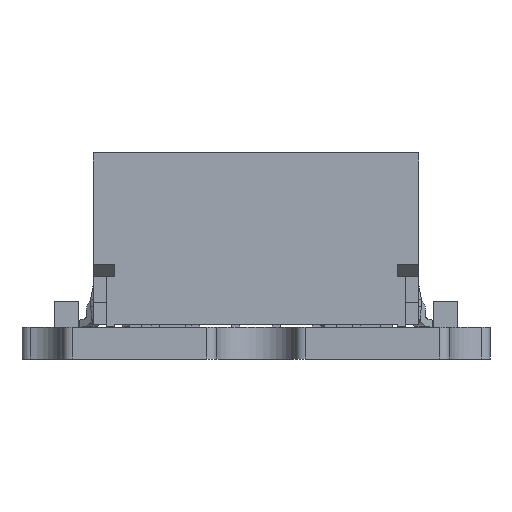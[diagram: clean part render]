
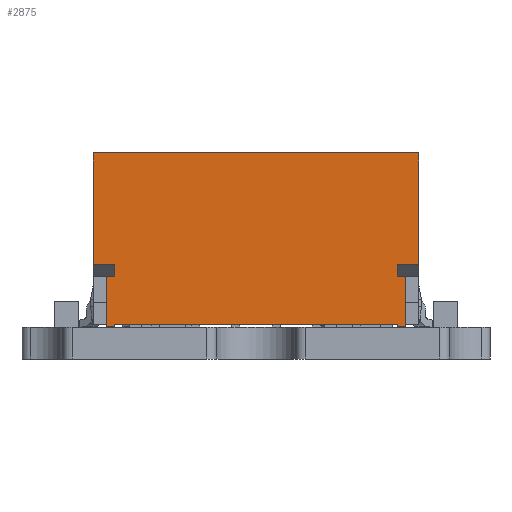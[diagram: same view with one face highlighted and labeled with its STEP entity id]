
A CAD part, front view. The second image highlights one B-rep face of the part: STEP entity #2875.
In plain terms, the highlighted planar face has unit normal (0, -1, 0).
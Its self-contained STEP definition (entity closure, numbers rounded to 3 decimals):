
#946 = LINE ( 'NONE', #2303, #20612 ) ;
#1040 = CARTESIAN_POINT ( 'NONE',  ( 3.5, -7.6, 0.807 ) ) ;
#2188 = ORIENTED_EDGE ( 'NONE', *, *, #10109, .T. ) ;
#2222 = VERTEX_POINT ( 'NONE', #20217 ) ;
#2303 = CARTESIAN_POINT ( 'NONE',  ( -3.7, -7.6, 2.057 ) ) ;
#2491 = EDGE_CURVE ( 'NONE', #19977, #12000, #4874, .T. ) ;
#2813 = VECTOR ( 'NONE', #17110, 1000. ) ;
#2875 = ADVANCED_FACE ( 'NONE', ( #24868 ), #24108, .T. ) ;
#2927 = CARTESIAN_POINT ( 'NONE',  ( -3.5, -7.6, 0.857 ) ) ;
#3526 = CARTESIAN_POINT ( 'NONE',  ( 3.5, -7.6, 0.857 ) ) ;
#3907 = CARTESIAN_POINT ( 'NONE',  ( -3.7, -7.6, 0.807 ) ) ;
#4013 = EDGE_CURVE ( 'NONE', #16392, #4917, #31162, .T. ) ;
#4170 = LINE ( 'NONE', #2927, #35520 ) ;
#4285 = VECTOR ( 'NONE', #35672, 1000. ) ;
#4622 = DIRECTION ( 'NONE',  ( 0., -1., 0. ) ) ;
#4834 = VECTOR ( 'NONE', #17874, 1000. ) ;
#4874 = LINE ( 'NONE', #28130, #15799 ) ;
#4917 = VERTEX_POINT ( 'NONE', #24371 ) ;
#5424 = VERTEX_POINT ( 'NONE', #1040 ) ;
#5906 = CARTESIAN_POINT ( 'NONE',  ( 3.7, -7.6, 2.057 ) ) ;
#6072 = VECTOR ( 'NONE', #18065, 1000. ) ;
#6124 = VECTOR ( 'NONE', #35129, 1000. ) ;
#6203 = ORIENTED_EDGE ( 'NONE', *, *, #4013, .T. ) ;
#6335 = ORIENTED_EDGE ( 'NONE', *, *, #11212, .T. ) ;
#6951 = LINE ( 'NONE', #3907, #6072 ) ;
#7372 = VECTOR ( 'NONE', #17493, 1000. ) ;
#7811 = VECTOR ( 'NONE', #34480, 1000. ) ;
#8383 = DIRECTION ( 'NONE',  ( 0., 0., -1. ) ) ;
#8696 = DIRECTION ( 'NONE',  ( 1., 0., 0. ) ) ;
#9156 = LINE ( 'NONE', #17256, #7372 ) ;
#9244 = LINE ( 'NONE', #34028, #4834 ) ;
#9357 = ORIENTED_EDGE ( 'NONE', *, *, #35655, .T. ) ;
#9711 = ORIENTED_EDGE ( 'NONE', *, *, #18839, .T. ) ;
#10086 = VERTEX_POINT ( 'NONE', #27079 ) ;
#10109 = EDGE_CURVE ( 'NONE', #10086, #16392, #35378, .T. ) ;
#10240 = CARTESIAN_POINT ( 'NONE',  ( -3.5, -7.6, 2.346 ) ) ;
#10425 = CARTESIAN_POINT ( 'NONE',  ( -4.03, -7.6, 2.346 ) ) ;
#10578 = EDGE_CURVE ( 'NONE', #34578, #28519, #23161, .T. ) ;
#10798 = CARTESIAN_POINT ( 'NONE',  ( -3.7, -7.6, 2.057 ) ) ;
#11212 = EDGE_CURVE ( 'NONE', #33574, #34578, #22196, .T. ) ;
#11476 = DIRECTION ( 'NONE',  ( 1., 0., 0. ) ) ;
#11541 = DIRECTION ( 'NONE',  ( 0., 0., -1. ) ) ;
#12000 = VERTEX_POINT ( 'NONE', #17897 ) ;
#12926 = DIRECTION ( 'NONE',  ( 1., 0., 0. ) ) ;
#13159 = ORIENTED_EDGE ( 'NONE', *, *, #35126, .F. ) ;
#13340 = LINE ( 'NONE', #25047, #28543 ) ;
#14752 = DIRECTION ( 'NONE',  ( 0., 0., 1. ) ) ;
#15505 = LINE ( 'NONE', #33231, #35508 ) ;
#15799 = VECTOR ( 'NONE', #8696, 1000. ) ;
#15914 = EDGE_CURVE ( 'NONE', #27978, #2222, #29458, .T. ) ;
#15963 = CARTESIAN_POINT ( 'NONE',  ( 4.03, -7.6, 5.107 ) ) ;
#16202 = ORIENTED_EDGE ( 'NONE', *, *, #2491, .T. ) ;
#16392 = VERTEX_POINT ( 'NONE', #24798 ) ;
#16594 = DIRECTION ( 'NONE',  ( -1., 0., 0. ) ) ;
#16981 = ORIENTED_EDGE ( 'NONE', *, *, #17324, .T. ) ;
#17110 = DIRECTION ( 'NONE',  ( -1., 0., 0. ) ) ;
#17256 = CARTESIAN_POINT ( 'NONE',  ( -3.5, -7.6, 2.057 ) ) ;
#17324 = EDGE_CURVE ( 'NONE', #5424, #10086, #20601, .T. ) ;
#17493 = DIRECTION ( 'NONE',  ( -1., 0., 0. ) ) ;
#17541 = VERTEX_POINT ( 'NONE', #35517 ) ;
#17874 = DIRECTION ( 'NONE',  ( 0., 0., 1. ) ) ;
#17897 = CARTESIAN_POINT ( 'NONE',  ( 4.03, -7.6, 2.346 ) ) ;
#17940 = CARTESIAN_POINT ( 'NONE',  ( 3.5, -7.6, 0.807 ) ) ;
#18065 = DIRECTION ( 'NONE',  ( 1., 0., 0. ) ) ;
#18081 = ORIENTED_EDGE ( 'NONE', *, *, #29306, .T. ) ;
#18839 = EDGE_CURVE ( 'NONE', #26921, #27978, #6951, .T. ) ;
#18852 = VERTEX_POINT ( 'NONE', #15963 ) ;
#19977 = VERTEX_POINT ( 'NONE', #33416 ) ;
#20101 = EDGE_CURVE ( 'NONE', #33574, #17541, #9244, .T. ) ;
#20217 = CARTESIAN_POINT ( 'NONE',  ( -3.5, -7.6, 0.857 ) ) ;
#20601 = LINE ( 'NONE', #17940, #24501 ) ;
#20612 = VECTOR ( 'NONE', #30074, 1000. ) ;
#21820 = CARTESIAN_POINT ( 'NONE',  ( 3.5, -7.6, 2.057 ) ) ;
#22196 = LINE ( 'NONE', #29609, #7811 ) ;
#23161 = LINE ( 'NONE', #25566, #26210 ) ;
#23219 = CARTESIAN_POINT ( 'NONE',  ( -3.5, -7.6, 0.807 ) ) ;
#23289 = DIRECTION ( 'NONE',  ( 1., 0., 0. ) ) ;
#23411 = CARTESIAN_POINT ( 'NONE',  ( -3.7, -7.6, 0.807 ) ) ;
#23855 = CARTESIAN_POINT ( 'NONE',  ( 4.03, -7.6, 5.107 ) ) ;
#23947 = VERTEX_POINT ( 'NONE', #3526 ) ;
#24108 = PLANE ( 'NONE',  #24435 ) ;
#24371 = CARTESIAN_POINT ( 'NONE',  ( 3.5, -7.6, 2.057 ) ) ;
#24435 = AXIS2_PLACEMENT_3D ( 'NONE', #35512, #4622, #12926 ) ;
#24501 = VECTOR ( 'NONE', #23289, 1000. ) ;
#24798 = CARTESIAN_POINT ( 'NONE',  ( 3.7, -7.6, 2.057 ) ) ;
#24801 = EDGE_CURVE ( 'NONE', #2222, #23947, #4170, .T. ) ;
#24868 = FACE_OUTER_BOUND ( 'NONE', #33471, .T. ) ;
#25047 = CARTESIAN_POINT ( 'NONE',  ( 3.5, -7.6, 0.857 ) ) ;
#25566 = CARTESIAN_POINT ( 'NONE',  ( -3.5, -7.6, 2.346 ) ) ;
#25595 = ORIENTED_EDGE ( 'NONE', *, *, #15914, .T. ) ;
#26185 = EDGE_CURVE ( 'NONE', #30493, #26921, #946, .T. ) ;
#26210 = VECTOR ( 'NONE', #11541, 1000. ) ;
#26237 = ORIENTED_EDGE ( 'NONE', *, *, #33731, .T. ) ;
#26277 = VECTOR ( 'NONE', #30164, 1000. ) ;
#26921 = VERTEX_POINT ( 'NONE', #23411 ) ;
#26971 = ORIENTED_EDGE ( 'NONE', *, *, #26185, .T. ) ;
#27079 = CARTESIAN_POINT ( 'NONE',  ( 3.7, -7.6, 0.807 ) ) ;
#27556 = ORIENTED_EDGE ( 'NONE', *, *, #10578, .T. ) ;
#27760 = ORIENTED_EDGE ( 'NONE', *, *, #35919, .T. ) ;
#27978 = VERTEX_POINT ( 'NONE', #23219 ) ;
#28130 = CARTESIAN_POINT ( 'NONE',  ( 3.5, -7.6, 2.346 ) ) ;
#28519 = VERTEX_POINT ( 'NONE', #34456 ) ;
#28543 = VECTOR ( 'NONE', #8383, 1000. ) ;
#29174 = ORIENTED_EDGE ( 'NONE', *, *, #20101, .F. ) ;
#29306 = EDGE_CURVE ( 'NONE', #18852, #17541, #15505, .T. ) ;
#29458 = LINE ( 'NONE', #33446, #35981 ) ;
#29609 = CARTESIAN_POINT ( 'NONE',  ( -4., -7.6, 2.346 ) ) ;
#29962 = LINE ( 'NONE', #21820, #4285 ) ;
#30074 = DIRECTION ( 'NONE',  ( 0., 0., -1. ) ) ;
#30164 = DIRECTION ( 'NONE',  ( 0., 0., 1. ) ) ;
#30493 = VERTEX_POINT ( 'NONE', #10798 ) ;
#31162 = LINE ( 'NONE', #5906, #2813 ) ;
#31379 = LINE ( 'NONE', #23855, #6124 ) ;
#31855 = ORIENTED_EDGE ( 'NONE', *, *, #24801, .T. ) ;
#33231 = CARTESIAN_POINT ( 'NONE',  ( 4., -7.6, 5.107 ) ) ;
#33416 = CARTESIAN_POINT ( 'NONE',  ( 3.5, -7.6, 2.346 ) ) ;
#33446 = CARTESIAN_POINT ( 'NONE',  ( -3.5, -7.6, 0.807 ) ) ;
#33471 = EDGE_LOOP ( 'NONE', ( #16202, #13159, #18081, #29174, #6335, #27556, #9357, #26971, #9711, #25595, #31855, #26237, #16981, #2188, #6203, #27760 ) ) ;
#33574 = VERTEX_POINT ( 'NONE', #10425 ) ;
#33731 = EDGE_CURVE ( 'NONE', #23947, #5424, #13340, .T. ) ;
#34028 = CARTESIAN_POINT ( 'NONE',  ( -4.03, -7.6, 2.346 ) ) ;
#34456 = CARTESIAN_POINT ( 'NONE',  ( -3.5, -7.6, 2.057 ) ) ;
#34480 = DIRECTION ( 'NONE',  ( 1., 0., 0. ) ) ;
#34578 = VERTEX_POINT ( 'NONE', #10240 ) ;
#35126 = EDGE_CURVE ( 'NONE', #18852, #12000, #31379, .T. ) ;
#35129 = DIRECTION ( 'NONE',  ( 0., 0., -1. ) ) ;
#35378 = LINE ( 'NONE', #35659, #26277 ) ;
#35508 = VECTOR ( 'NONE', #16594, 1000. ) ;
#35512 = CARTESIAN_POINT ( 'NONE',  ( 0., -7.6, 0.857 ) ) ;
#35517 = CARTESIAN_POINT ( 'NONE',  ( -4.03, -7.6, 5.107 ) ) ;
#35520 = VECTOR ( 'NONE', #11476, 1000. ) ;
#35655 = EDGE_CURVE ( 'NONE', #28519, #30493, #9156, .T. ) ;
#35659 = CARTESIAN_POINT ( 'NONE',  ( 3.7, -7.6, 0.807 ) ) ;
#35672 = DIRECTION ( 'NONE',  ( 0., 0., 1. ) ) ;
#35919 = EDGE_CURVE ( 'NONE', #4917, #19977, #29962, .T. ) ;
#35981 = VECTOR ( 'NONE', #14752, 1000. ) ;
